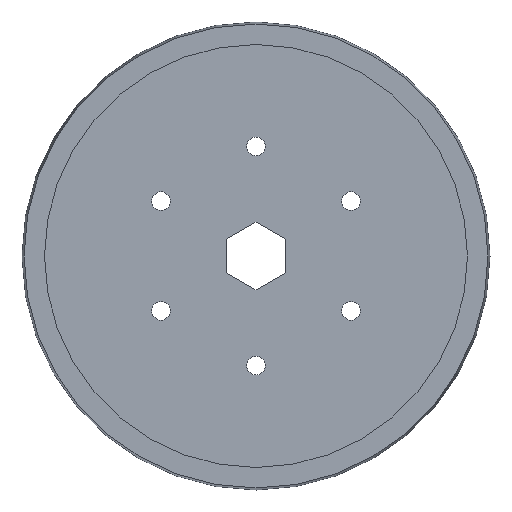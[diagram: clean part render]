
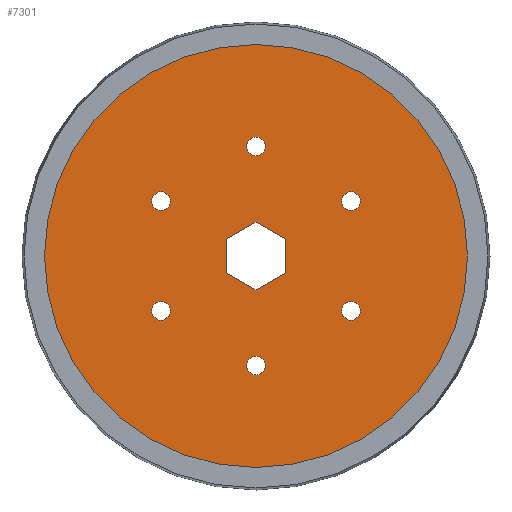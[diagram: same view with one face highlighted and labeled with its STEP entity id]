
A CAD part, left-side view. The second image highlights one B-rep face of the part: STEP entity #7301.
In plain terms, the highlighted planar face has unit normal (-1, 0, 0).
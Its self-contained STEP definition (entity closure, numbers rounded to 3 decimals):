
#181=LINE('',#11459,#455);
#185=LINE('',#11466,#459);
#188=LINE('',#11472,#462);
#191=LINE('',#11478,#465);
#194=LINE('',#11484,#468);
#196=LINE('',#11488,#470);
#455=VECTOR('',#9011,7.362);
#459=VECTOR('',#9017,7.362);
#462=VECTOR('',#9022,7.362);
#465=VECTOR('',#9027,7.362);
#468=VECTOR('',#9032,7.362);
#470=VECTOR('',#9038,7.362);
#1091=PLANE('',#7846);
#1156=FACE_BOUND('',#1704,.T.);
#1157=FACE_BOUND('',#1705,.T.);
#1158=FACE_BOUND('',#1706,.T.);
#1159=FACE_BOUND('',#1707,.T.);
#1160=FACE_BOUND('',#1708,.T.);
#1161=FACE_BOUND('',#1709,.T.);
#1162=FACE_BOUND('',#1710,.T.);
#1221=FACE_OUTER_BOUND('',#1703,.T.);
#1703=EDGE_LOOP('',(#4712));
#1704=EDGE_LOOP('',(#4713));
#1705=EDGE_LOOP('',(#4714));
#1706=EDGE_LOOP('',(#4715));
#1707=EDGE_LOOP('',(#4716));
#1708=EDGE_LOOP('',(#4717));
#1709=EDGE_LOOP('',(#4718));
#1710=EDGE_LOOP('',(#4719,#4720,#4721,#4722,#4723,#4724));
#2230=CIRCLE('',#7830,45.912);
#2236=CIRCLE('',#7847,2.019);
#2237=CIRCLE('',#7848,2.019);
#2238=CIRCLE('',#7849,2.019);
#2239=CIRCLE('',#7850,2.019);
#2240=CIRCLE('',#7851,2.019);
#2241=CIRCLE('',#7852,2.019);
#2885=VERTEX_POINT('',#11407);
#2895=VERTEX_POINT('',#11456);
#2896=VERTEX_POINT('',#11458);
#2898=VERTEX_POINT('',#11464);
#2900=VERTEX_POINT('',#11470);
#2902=VERTEX_POINT('',#11476);
#2904=VERTEX_POINT('',#11482);
#2905=VERTEX_POINT('',#11490);
#2906=VERTEX_POINT('',#11492);
#2907=VERTEX_POINT('',#11494);
#2908=VERTEX_POINT('',#11496);
#2909=VERTEX_POINT('',#11498);
#2910=VERTEX_POINT('',#11500);
#3542=EDGE_CURVE('',#2885,#2885,#2230,.T.);
#3552=EDGE_CURVE('',#2896,#2895,#181,.T.);
#3556=EDGE_CURVE('',#2895,#2898,#185,.T.);
#3559=EDGE_CURVE('',#2898,#2900,#188,.T.);
#3562=EDGE_CURVE('',#2900,#2902,#191,.T.);
#3565=EDGE_CURVE('',#2902,#2904,#194,.T.);
#3567=EDGE_CURVE('',#2904,#2896,#196,.T.);
#3568=EDGE_CURVE('',#2905,#2905,#2236,.T.);
#3569=EDGE_CURVE('',#2906,#2906,#2237,.T.);
#3570=EDGE_CURVE('',#2907,#2907,#2238,.T.);
#3571=EDGE_CURVE('',#2908,#2908,#2239,.T.);
#3572=EDGE_CURVE('',#2909,#2909,#2240,.T.);
#3573=EDGE_CURVE('',#2910,#2910,#2241,.T.);
#4712=ORIENTED_EDGE('',*,*,#3542,.T.);
#4713=ORIENTED_EDGE('',*,*,#3568,.F.);
#4714=ORIENTED_EDGE('',*,*,#3569,.F.);
#4715=ORIENTED_EDGE('',*,*,#3570,.F.);
#4716=ORIENTED_EDGE('',*,*,#3571,.F.);
#4717=ORIENTED_EDGE('',*,*,#3572,.F.);
#4718=ORIENTED_EDGE('',*,*,#3573,.F.);
#4719=ORIENTED_EDGE('',*,*,#3567,.T.);
#4720=ORIENTED_EDGE('',*,*,#3552,.T.);
#4721=ORIENTED_EDGE('',*,*,#3556,.T.);
#4722=ORIENTED_EDGE('',*,*,#3559,.T.);
#4723=ORIENTED_EDGE('',*,*,#3562,.T.);
#4724=ORIENTED_EDGE('',*,*,#3565,.T.);
#7301=ADVANCED_FACE('',(#1221,#1156,#1157,#1158,#1159,#1160,#1161,#1162),
#1091,.T.);
#7830=AXIS2_PLACEMENT_3D('',#11408,#8989,#8990);
#7846=AXIS2_PLACEMENT_3D('',#11489,#9039,#9040);
#7847=AXIS2_PLACEMENT_3D('',#11491,#9041,#9042);
#7848=AXIS2_PLACEMENT_3D('',#11493,#9043,#9044);
#7849=AXIS2_PLACEMENT_3D('',#11495,#9045,#9046);
#7850=AXIS2_PLACEMENT_3D('',#11497,#9047,#9048);
#7851=AXIS2_PLACEMENT_3D('',#11499,#9049,#9050);
#7852=AXIS2_PLACEMENT_3D('',#11501,#9051,#9052);
#8989=DIRECTION('center_axis',(-1.,0.,0.));
#8990=DIRECTION('ref_axis',(0.,0.,1.));
#9011=DIRECTION('',(0.,0.866,0.5));
#9017=DIRECTION('',(0.,0.,1.));
#9022=DIRECTION('',(0.,-0.866,0.5));
#9027=DIRECTION('',(0.,-0.866,-0.5));
#9032=DIRECTION('',(0.,0.,-1.));
#9038=DIRECTION('',(0.,0.866,-0.5));
#9039=DIRECTION('center_axis',(-1.,0.,0.));
#9040=DIRECTION('ref_axis',(0.,0.,1.));
#9041=DIRECTION('center_axis',(-1.,0.,0.));
#9042=DIRECTION('ref_axis',(0.,0.,1.));
#9043=DIRECTION('center_axis',(-1.,0.,0.));
#9044=DIRECTION('ref_axis',(0.,0.,
1.));
#9045=DIRECTION('center_axis',(-1.,0.,0.));
#9046=DIRECTION('ref_axis',(0.,0.,1.));
#9047=DIRECTION('center_axis',(-1.,0.,0.));
#9048=DIRECTION('ref_axis',(0.,0.,1.));
#9049=DIRECTION('center_axis',(-1.,0.,0.));
#9050=DIRECTION('ref_axis',(0.,0.,1.));
#9051=DIRECTION('center_axis',(-1.,0.,0.));
#9052=DIRECTION('ref_axis',(0.,0.,1.));
#11407=CARTESIAN_POINT('',(-13.924,0.,45.912));
#11408=CARTESIAN_POINT('Origin',(-13.924,0.,
0.));
#11456=CARTESIAN_POINT('',(-13.924,6.375,-3.681));
#11458=CARTESIAN_POINT('',(-13.924,0.,-7.362));
#11459=CARTESIAN_POINT('',(-13.924,0.,-7.362));
#11464=CARTESIAN_POINT('',(-13.924,6.375,3.681));
#11466=CARTESIAN_POINT('',(-13.924,6.375,-3.681));
#11470=CARTESIAN_POINT('',(-13.924,0.,7.362));
#11472=CARTESIAN_POINT('',(-13.924,6.375,3.681));
#11476=CARTESIAN_POINT('',(-13.924,-6.375,3.681));
#11478=CARTESIAN_POINT('',(-13.924,0.,7.362));
#11482=CARTESIAN_POINT('',(-13.924,-6.375,-3.681));
#11484=CARTESIAN_POINT('',(-13.924,-6.375,3.681));
#11488=CARTESIAN_POINT('',(-13.924,-6.375,-3.681));
#11489=CARTESIAN_POINT('Origin',(-13.924,-45.937,0.));
#11490=CARTESIAN_POINT('',(-13.924,20.622,-13.926));
#11491=CARTESIAN_POINT('Origin',(-13.924,20.622,-11.906));
#11492=CARTESIAN_POINT('',(-13.924,0.,-25.832));
#11493=CARTESIAN_POINT('Origin',(-13.924,0.,
-23.813));
#11494=CARTESIAN_POINT('',(-13.924,20.622,9.887));
#11495=CARTESIAN_POINT('Origin',(-13.924,20.622,11.906));
#11496=CARTESIAN_POINT('',(-13.924,-20.622,-13.926));
#11497=CARTESIAN_POINT('Origin',(-13.924,-20.622,-11.906));
#11498=CARTESIAN_POINT('',(-13.924,-20.622,9.887));
#11499=CARTESIAN_POINT('Origin',(-13.924,-20.622,11.906));
#11500=CARTESIAN_POINT('',(-13.924,0.,21.793));
#11501=CARTESIAN_POINT('Origin',(-13.924,0.,
23.813));
